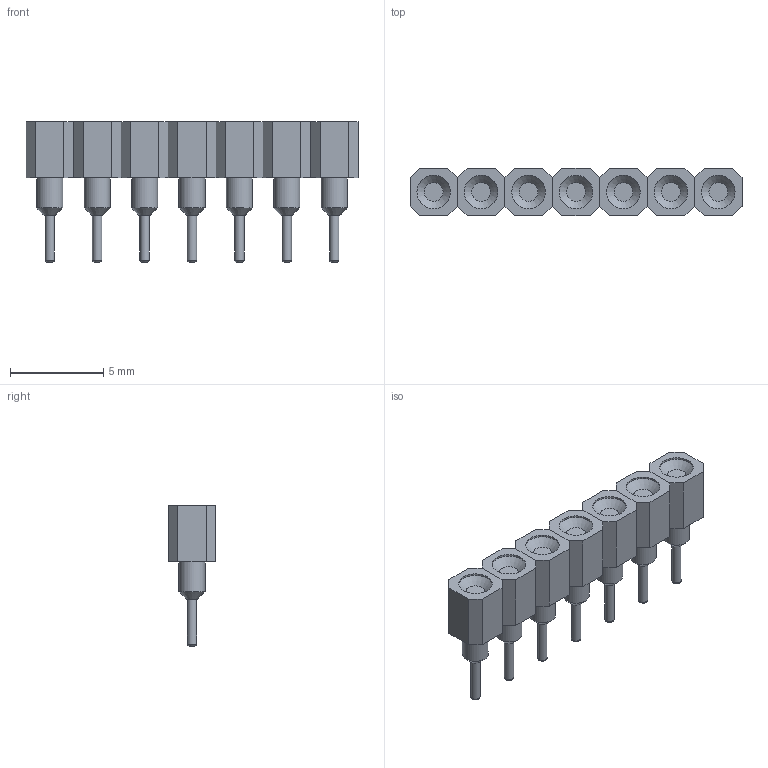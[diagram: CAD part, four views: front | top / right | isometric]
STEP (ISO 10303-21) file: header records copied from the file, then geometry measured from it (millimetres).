
FILE_DESCRIPTION(('FreeCAD Model'),'2;1');
FILE_NAME('Open CASCADE Shape Model','2024-02-21T22:00:49',(''),(''), 'Open CASCADE STEP processor 7.6','FreeCAD','Unknown');
FILE_SCHEMA(('AUTOMOTIVE_DESIGN { 1 0 10303 214 1 1 1 1 }'));
Length unit declared in the file: millimetre
Products named in the file (8): Part; Body; Body001; Body002; Body003; Body004; Body005; Body006
Assembly tree (7 placements, depth 2):
  Part
    Body
    Body001
    Body002
    Body003
    Body004
    Body005
    Body006
Bounding box: 17.78 x 2.54 x 7.5 mm (x, y, z)
Volume: 140.9 mm3; surface area: 359.5 mm2
Topology: 7 solids, 7 shells, 133 faces, 273 edges, 175 vertices
Faces by surface type: plane 91, cylinder 21, cone 14, torus 7
Full cylindrical faces by diameter (mm): 0.5 x7, 1.4 x7, 1.8 x7
Entity records: 3665 total; most frequent: DIRECTION 625, CARTESIAN_POINT 589, ORIENTED_EDGE 546, EDGE_CURVE 273, AXIS2_PLACEMENT_3D 211, LINE 203, VECTOR 203, VERTEX_POINT 175
